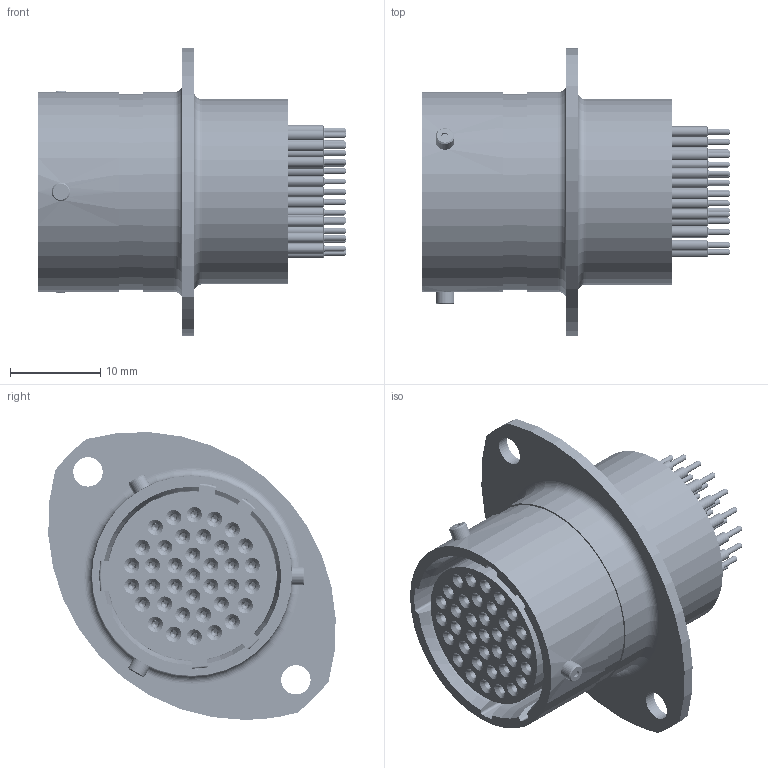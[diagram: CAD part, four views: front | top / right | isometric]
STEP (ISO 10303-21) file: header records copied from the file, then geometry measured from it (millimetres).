
FILE_DESCRIPTION (( 'STEP AP214' ), '1' );
FILE_NAME ('AS214-35SN.STEP', '2022-01-17T16:07:18', ( '' ), ( '' ), 'SwSTEP 2.0', 'SolidWorks 2020', '' );
FILE_SCHEMA (( 'AUTOMOTIVE_DESIGN' ));
Length unit declared in the file: millimetre
Products named in the file (1): AS214-35SN
Bounding box: 34.06 x 31.76 x 31.8 mm (x, y, z)
Volume: 8698.8 mm3; surface area: 20586.5 mm2
Topology: 120 solids, 120 shells, 3611 faces, 7728 edges, 4480 vertices
Faces by surface type: cylinder 1063, torus 910, cone 906, plane 720, sphere 12
Entity records: 140111 total; most frequent: DIRECTION 19405, CARTESIAN_POINT 18228, ORIENTED_EDGE 15296, AXIS2_PLACEMENT_3D 8627, EDGE_CURVE 7648, CIRCLE 5015, VERTEX_POINT 4480, EDGE_LOOP 4050
